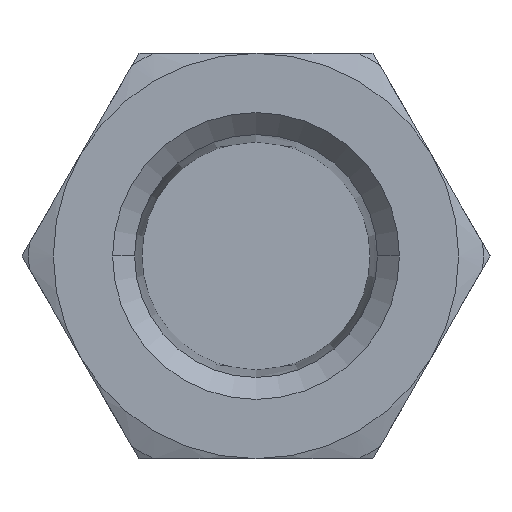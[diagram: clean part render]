
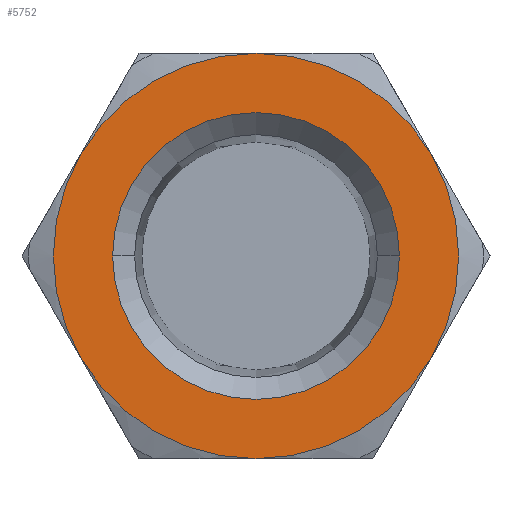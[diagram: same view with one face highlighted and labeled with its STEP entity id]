
A CAD part, front view. The second image highlights one B-rep face of the part: STEP entity #5752.
In plain terms, the highlighted planar face has unit normal (0, -1, 0).
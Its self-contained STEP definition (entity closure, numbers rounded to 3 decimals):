
#463 = DIRECTION ( 'NONE',  ( 0., 0., 1. ) ) ;
#506 = CIRCLE ( 'NONE', #786, 9.5 ) ;
#527 = DIRECTION ( 'NONE',  ( 1., 0., 0. ) ) ;
#566 = EDGE_CURVE ( 'NONE', #594, #11332, #506, .T. ) ;
#594 = VERTEX_POINT ( 'NONE', #3851 ) ;
#706 = VERTEX_POINT ( 'NONE', #13350 ) ;
#711 = DIRECTION ( 'NONE',  ( 0., -1., 0. ) ) ;
#779 = DIRECTION ( 'NONE',  ( 0., 0., 1. ) ) ;
#786 = AXIS2_PLACEMENT_3D ( 'NONE', #2622, #14231, #14287 ) ;
#824 = CARTESIAN_POINT ( 'NONE',  ( 0., -27.7, 0. ) ) ;
#1056 = ORIENTED_EDGE ( 'NONE', *, *, #5246, .F. ) ;
#1449 = DIRECTION ( 'NONE',  ( 0., 0., 1. ) ) ;
#1745 = CARTESIAN_POINT ( 'NONE',  ( 6.722, -27.7, 0. ) ) ;
#1907 = AXIS2_PLACEMENT_3D ( 'NONE', #7423, #711, #13268 ) ;
#2308 = ORIENTED_EDGE ( 'NONE', *, *, #12007, .F. ) ;
#2479 = DIRECTION ( 'NONE',  ( 0., 1., 0. ) ) ;
#2622 = CARTESIAN_POINT ( 'NONE',  ( 0., -27.7, 0. ) ) ;
#2969 = CARTESIAN_POINT ( 'NONE',  ( 0., -27.7, 9.5 ) ) ;
#3105 = AXIS2_PLACEMENT_3D ( 'NONE', #10809, #6103, #463 ) ;
#3393 = DIRECTION ( 'NONE',  ( 0., 0., 1. ) ) ;
#3545 = CARTESIAN_POINT ( 'NONE',  ( 0., -27.7, 0. ) ) ;
#3851 = CARTESIAN_POINT ( 'NONE',  ( 8.227, -27.7, 4.75 ) ) ;
#3929 = CARTESIAN_POINT ( 'NONE',  ( 0., -27.7, 0. ) ) ;
#4139 = EDGE_LOOP ( 'NONE', ( #10576, #12803 ) ) ;
#4496 = CARTESIAN_POINT ( 'NONE',  ( 0., -27.7, 0. ) ) ;
#4586 = PLANE ( 'NONE',  #6056 ) ;
#4750 = CIRCLE ( 'NONE', #6339, 6.722 ) ;
#4874 = ORIENTED_EDGE ( 'NONE', *, *, #11951, .F. ) ;
#5113 = FACE_OUTER_BOUND ( 'NONE', #12631, .T. ) ;
#5246 = EDGE_CURVE ( 'NONE', #14963, #14329, #10967, .T. ) ;
#5552 = CIRCLE ( 'NONE', #1907, 6.722 ) ;
#5617 = EDGE_CURVE ( 'NONE', #706, #14963, #9487, .T. ) ;
#5655 = DIRECTION ( 'NONE',  ( 0., 1., 0. ) ) ;
#5752 = ADVANCED_FACE ( 'NONE', ( #14338, #5113 ), #4586, .F. ) ;
#5762 = AXIS2_PLACEMENT_3D ( 'NONE', #4496, #5655, #3393 ) ;
#5933 = CIRCLE ( 'NONE', #7187, 9.5 ) ;
#6056 = AXIS2_PLACEMENT_3D ( 'NONE', #3545, #2479, #1449 ) ;
#6103 = DIRECTION ( 'NONE',  ( 0., 1., 0. ) ) ;
#6201 = CIRCLE ( 'NONE', #12781, 9.5 ) ;
#6339 = AXIS2_PLACEMENT_3D ( 'NONE', #3929, #10985, #527 ) ;
#6531 = ORIENTED_EDGE ( 'NONE', *, *, #566, .F. ) ;
#6587 = CARTESIAN_POINT ( 'NONE',  ( 0., -27.7, 0. ) ) ;
#6738 = CARTESIAN_POINT ( 'NONE',  ( 0., -27.7, -9.5 ) ) ;
#7187 = AXIS2_PLACEMENT_3D ( 'NONE', #824, #10015, #779 ) ;
#7423 = CARTESIAN_POINT ( 'NONE',  ( 0., -27.7, 0. ) ) ;
#7840 = DIRECTION ( 'NONE',  ( 0., 0., 1. ) ) ;
#7942 = CARTESIAN_POINT ( 'NONE',  ( 0., -27.7, 0. ) ) ;
#8514 = VERTEX_POINT ( 'NONE', #1745 ) ;
#9107 = EDGE_CURVE ( 'NONE', #14329, #594, #5933, .T. ) ;
#9487 = CIRCLE ( 'NONE', #10030, 9.5 ) ;
#9591 = EDGE_CURVE ( 'NONE', #8514, #13180, #5552, .T. ) ;
#10015 = DIRECTION ( 'NONE',  ( 0., 1., 0. ) ) ;
#10030 = AXIS2_PLACEMENT_3D ( 'NONE', #6587, #12095, #12859 ) ;
#10576 = ORIENTED_EDGE ( 'NONE', *, *, #9591, .F. ) ;
#10809 = CARTESIAN_POINT ( 'NONE',  ( 0., -27.7, 0. ) ) ;
#10967 = CIRCLE ( 'NONE', #5762, 9.5 ) ;
#10985 = DIRECTION ( 'NONE',  ( 0., -1., 0. ) ) ;
#11052 = VERTEX_POINT ( 'NONE', #6738 ) ;
#11079 = CARTESIAN_POINT ( 'NONE',  ( 8.227, -27.7, -4.75 ) ) ;
#11332 = VERTEX_POINT ( 'NONE', #11079 ) ;
#11552 = ORIENTED_EDGE ( 'NONE', *, *, #5617, .F. ) ;
#11853 = EDGE_CURVE ( 'NONE', #13180, #8514, #4750, .T. ) ;
#11951 = EDGE_CURVE ( 'NONE', #11052, #706, #6201, .T. ) ;
#12006 = CIRCLE ( 'NONE', #3105, 9.5 ) ;
#12007 = EDGE_CURVE ( 'NONE', #11332, #11052, #12006, .T. ) ;
#12095 = DIRECTION ( 'NONE',  ( 0., 1., 0. ) ) ;
#12631 = EDGE_LOOP ( 'NONE', ( #1056, #11552, #4874, #2308, #6531, #14237 ) ) ;
#12781 = AXIS2_PLACEMENT_3D ( 'NONE', #7942, #14834, #7840 ) ;
#12803 = ORIENTED_EDGE ( 'NONE', *, *, #11853, .F. ) ;
#12859 = DIRECTION ( 'NONE',  ( 0., 0., 1. ) ) ;
#13180 = VERTEX_POINT ( 'NONE', #13735 ) ;
#13268 = DIRECTION ( 'NONE',  ( 1., 0., 0. ) ) ;
#13350 = CARTESIAN_POINT ( 'NONE',  ( -8.227, -27.7, -4.75 ) ) ;
#13735 = CARTESIAN_POINT ( 'NONE',  ( -6.722, -27.7, 0. ) ) ;
#13895 = CARTESIAN_POINT ( 'NONE',  ( -8.227, -27.7, 4.75 ) ) ;
#14231 = DIRECTION ( 'NONE',  ( 0., 1., 0. ) ) ;
#14237 = ORIENTED_EDGE ( 'NONE', *, *, #9107, .F. ) ;
#14287 = DIRECTION ( 'NONE',  ( 0., 0., 1. ) ) ;
#14329 = VERTEX_POINT ( 'NONE', #2969 ) ;
#14338 = FACE_BOUND ( 'NONE', #4139, .T. ) ;
#14834 = DIRECTION ( 'NONE',  ( 0., 1., 0. ) ) ;
#14963 = VERTEX_POINT ( 'NONE', #13895 ) ;
